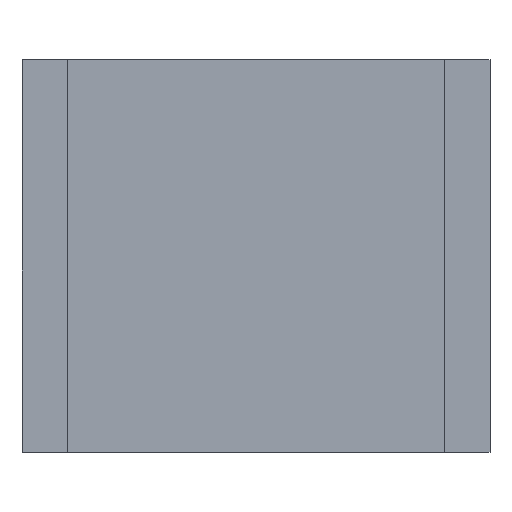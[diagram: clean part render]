
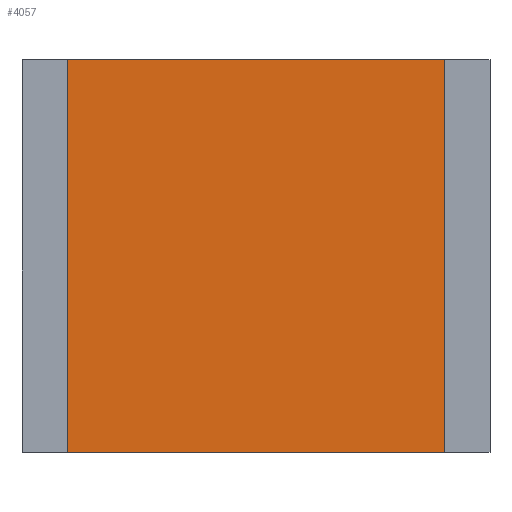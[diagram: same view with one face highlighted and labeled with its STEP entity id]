
A CAD part, top view. The second image highlights one B-rep face of the part: STEP entity #4057.
In plain terms, the highlighted planar face has unit normal (0, 0, 1).
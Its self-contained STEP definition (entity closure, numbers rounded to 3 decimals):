
#185 = EDGE_CURVE ( 'NONE', #4236, #4608, #4568, .T. ) ;
#737 = VECTOR ( 'NONE', #4297, 1000. ) ;
#2052 = EDGE_LOOP ( 'NONE', ( #11220, #9630, #7990, #8861 ) ) ;
#3450 = CARTESIAN_POINT ( 'NONE',  ( 1.25, -1.3, 0.5 ) ) ;
#3680 = EDGE_CURVE ( 'NONE', #7951, #11025, #9268, .T. ) ;
#3794 = PLANE ( 'NONE',  #5689 ) ;
#4011 = VECTOR ( 'NONE', #10339, 1000. ) ;
#4057 = ADVANCED_FACE ( 'NONE', ( #10245 ), #3794, .F. ) ;
#4236 = VERTEX_POINT ( 'NONE', #4246 ) ;
#4246 = CARTESIAN_POINT ( 'NONE',  ( 1.25, 1.3, 0.5 ) ) ;
#4296 = VECTOR ( 'NONE', #11334, 1000. ) ;
#4297 = DIRECTION ( 'NONE',  ( 0., 1., 0. ) ) ;
#4568 = LINE ( 'NONE', #8267, #4011 ) ;
#4608 = VERTEX_POINT ( 'NONE', #8240 ) ;
#4810 = CARTESIAN_POINT ( 'NONE',  ( 0., 0., 0.5 ) ) ;
#5397 = CARTESIAN_POINT ( 'NONE',  ( -1.25, -1.3, 0.5 ) ) ;
#5689 = AXIS2_PLACEMENT_3D ( 'NONE', #4810, #7479, #11271 ) ;
#6073 = DIRECTION ( 'NONE',  ( 0., -1., 0. ) ) ;
#7290 = LINE ( 'NONE', #5397, #9685 ) ;
#7475 = EDGE_CURVE ( 'NONE', #4608, #7951, #7290, .T. ) ;
#7479 = DIRECTION ( 'NONE',  ( 0., 0., -1. ) ) ;
#7598 = CARTESIAN_POINT ( 'NONE',  ( -1.25, -1.3, 0.5 ) ) ;
#7951 = VERTEX_POINT ( 'NONE', #10461 ) ;
#7990 = ORIENTED_EDGE ( 'NONE', *, *, #7475, .T. ) ;
#8010 = LINE ( 'NONE', #3450, #737 ) ;
#8240 = CARTESIAN_POINT ( 'NONE',  ( -1.25, 1.3, 0.5 ) ) ;
#8267 = CARTESIAN_POINT ( 'NONE',  ( -1.25, 1.3, 0.5 ) ) ;
#8485 = EDGE_CURVE ( 'NONE', #11025, #4236, #8010, .T. ) ;
#8861 = ORIENTED_EDGE ( 'NONE', *, *, #3680, .T. ) ;
#9268 = LINE ( 'NONE', #7598, #4296 ) ;
#9630 = ORIENTED_EDGE ( 'NONE', *, *, #185, .T. ) ;
#9685 = VECTOR ( 'NONE', #6073, 1000. ) ;
#10245 = FACE_OUTER_BOUND ( 'NONE', #2052, .T. ) ;
#10339 = DIRECTION ( 'NONE',  ( -1., 0., 0. ) ) ;
#10461 = CARTESIAN_POINT ( 'NONE',  ( -1.25, -1.3, 0.5 ) ) ;
#11025 = VERTEX_POINT ( 'NONE', #11112 ) ;
#11112 = CARTESIAN_POINT ( 'NONE',  ( 1.25, -1.3, 0.5 ) ) ;
#11220 = ORIENTED_EDGE ( 'NONE', *, *, #8485, .T. ) ;
#11271 = DIRECTION ( 'NONE',  ( -1., 0., 0. ) ) ;
#11334 = DIRECTION ( 'NONE',  ( 1., 0., 0. ) ) ;
